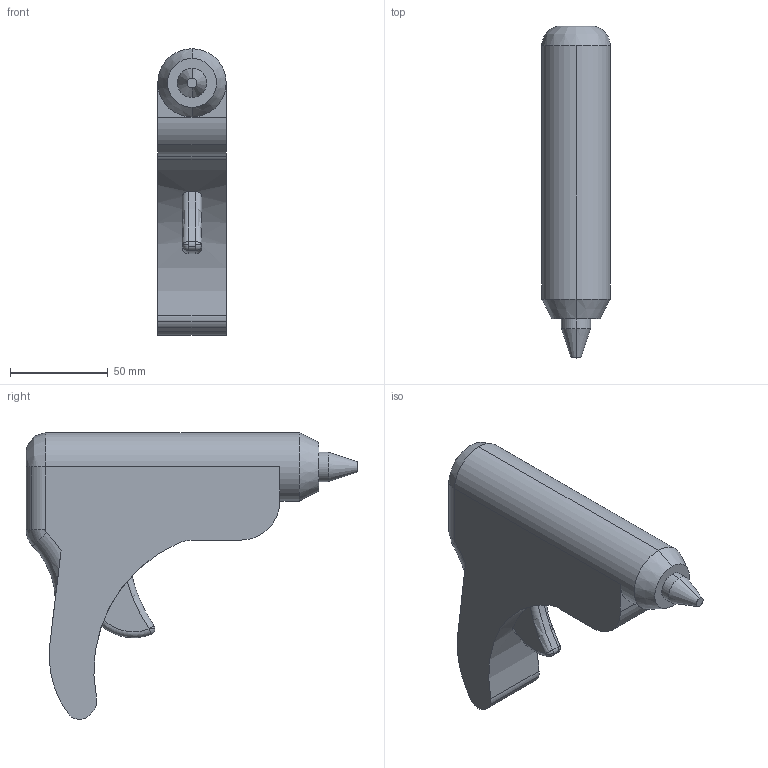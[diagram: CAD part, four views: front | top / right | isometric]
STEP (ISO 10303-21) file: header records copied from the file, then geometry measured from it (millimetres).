
FILE_DESCRIPTION(('produced by SPATIAL CORP'),'2;1');
FILE_NAME('epoxy_gun.hh.sat.stp', '2002-04-12T11:55:51+00:00',('SPATIAL CORP'),('SPATIAL CORP'), 'ACIS STEP Husk','http://www.spatial.com','SPATIAL CORP');
FILE_SCHEMA(('CONFIG_CONTROL_DESIGN'));
Length unit declared in the file: millimetre
Products named in the file (1): PRODUCT_ID_1
Bounding box: 35 x 170 x 146.76 mm (x, y, z)
Volume: 349371.4 mm3; surface area: 37621.4 mm2
Topology: 1 solids, 1 shells, 55 faces, 133 edges, 82 vertices
Faces by surface type: cylinder 26, plane 12, torus 6, cone 4, sphere 4, bspline 3
Entity records: 1817 total; most frequent: CARTESIAN_POINT 563, ORIENTED_EDGE 266, DIRECTION 229, EDGE_CURVE 133, AXIS2_PLACEMENT_3D 91, VERTEX_POINT 82, EDGE_LOOP 57, FACE_BOUND 57
